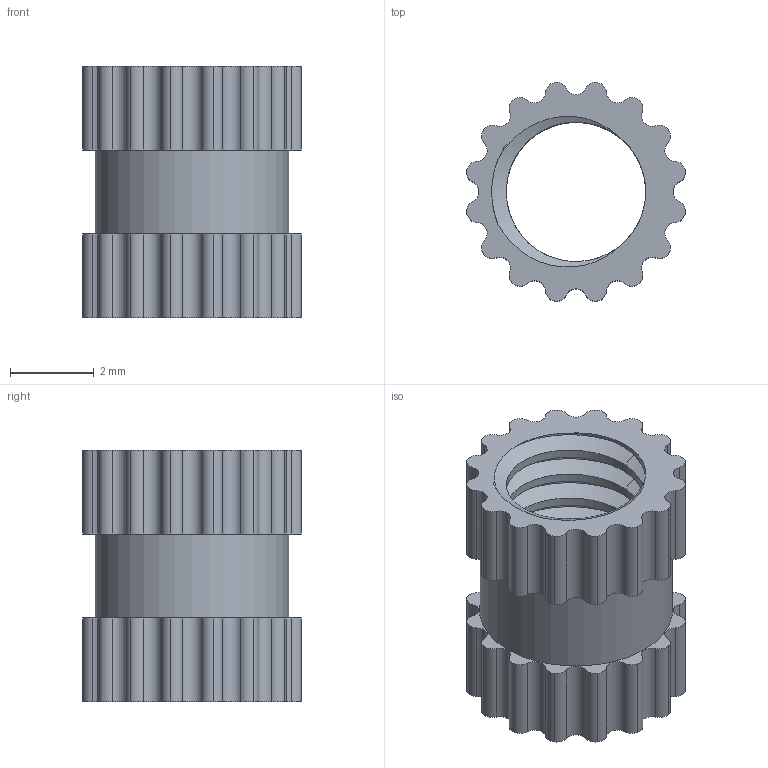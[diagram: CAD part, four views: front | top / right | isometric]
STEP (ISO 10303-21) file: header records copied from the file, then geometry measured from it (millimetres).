
FILE_DESCRIPTION(('FreeCAD Model'),'2;1');
FILE_NAME('Open CASCADE Shape Model','2023-04-29T16:52:49',(''),(''), 'Open CASCADE STEP processor 7.6','FreeCAD','Unknown');
FILE_SCHEMA(('AUTOMOTIVE_DESIGN { 1 0 10303 214 1 1 1 1 }'));
Length unit declared in the file: millimetre
Products named in the file (2): M4x6mm_threaded_brass_insert; insert
Assembly tree (1 placements, depth 2):
  M4x6mm_threaded_brass_insert
    insert
Bounding box: 5.21 x 5.21 x 6 mm (x, y, z)
Volume: 49.5 mm3; surface area: 241.5 mm2
Topology: 1 solids, 1 shells, 170 faces, 466 edges, 300 vertices
Faces by surface type: cylinder 138, bspline 27, plane 5
Full cylindrical faces by diameter (mm): 3.322 x8, 4.6 x1
Entity records: 8455 total; most frequent: CARTESIAN_POINT 4065, DIRECTION 952, ORIENTED_EDGE 932, EDGE_CURVE 466, AXIS2_PLACEMENT_3D 406, VERTEX_POINT 300, CIRCLE 261, FACE_BOUND 174
